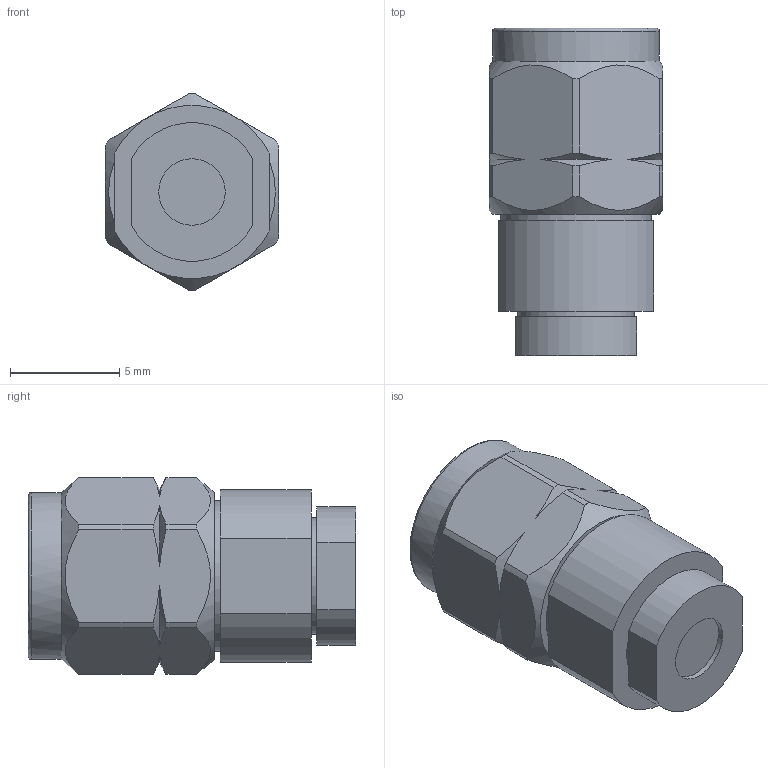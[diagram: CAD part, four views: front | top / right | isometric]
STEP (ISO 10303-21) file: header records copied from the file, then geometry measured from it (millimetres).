
FILE_DESCRIPTION (( 'STEP AP203' ), '1' );
FILE_NAME ('PE6242_3D.step', '2020-09-01T15:04:09', ( '' ), ( '' ), 'SwSTEP 2.0', 'SolidWorks 2018', '' );
FILE_SCHEMA (( 'CONFIG_CONTROL_DESIGN' ));
Length unit declared in the file: inch
Products named in the file (1): PE6242_3D
Bounding box: 7.94 x 14.99 x 8.99 mm (x, y, z)
Volume: 598.6 mm3; surface area: 672.6 mm2
Topology: 1 solids, 1 shells, 72 faces, 178 edges, 118 vertices
Faces by surface type: cylinder 29, plane 22, cone 17, bspline 3, torus 1
Full cylindrical faces by diameter (mm): 0.533 x1, 0.94 x1, 2.4 x1, 3.048 x1, 4.572 x1, 5.334 x1, 6.874 x1, 7 x4, 7.641 x1
Entity records: 3175 total; most frequent: CARTESIAN_POINT 1618, ORIENTED_EDGE 298, DIRECTION 294, EDGE_CURVE 149, AXIS2_PLACEMENT_3D 127, VERTEX_POINT 106, EDGE_LOOP 91, FACE_OUTER_BOUND 78
